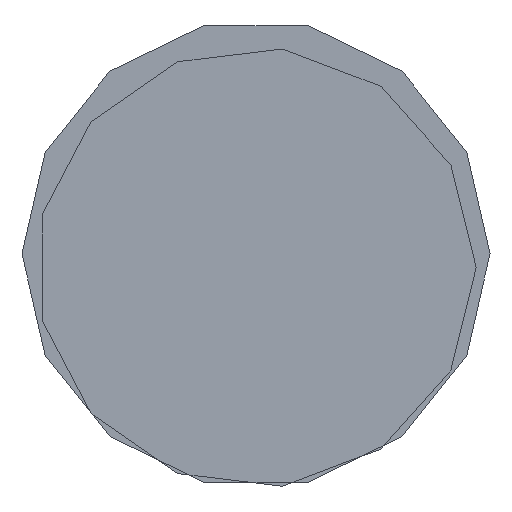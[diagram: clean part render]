
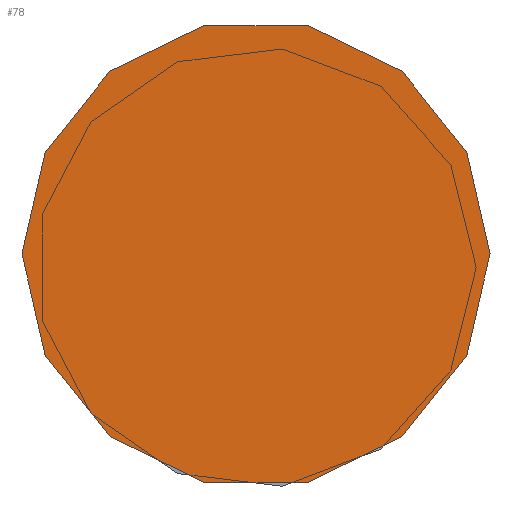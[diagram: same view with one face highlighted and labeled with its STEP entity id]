
A CAD part, front view. The second image highlights one B-rep face of the part: STEP entity #78.
In plain terms, the highlighted planar face has unit normal (0, -1, 0).
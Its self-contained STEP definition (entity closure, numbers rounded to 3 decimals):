
#78 = ADVANCED_FACE( '', ( #130 ), #131, .T. );
#130 = FACE_OUTER_BOUND( '', #164, .T. );
#131 = PLANE( '', #165 );
#164 = EDGE_LOOP( '', ( #192 ) );
#165 = AXIS2_PLACEMENT_3D( '', #193, #194, #195 );
#192 = ORIENTED_EDGE( '', *, *, #215, .T. );
#193 = CARTESIAN_POINT( '', ( 0., -500.1, 0. ) );
#194 = DIRECTION( '', ( 0., -1., 0. ) );
#195 = DIRECTION( '', ( 0., 0., -1. ) );
#215 = EDGE_CURVE( '', #228, #228, #229, .T. );
#228 = VERTEX_POINT( '', #242 );
#229 = CIRCLE( '', #243, 0.85 );
#242 = CARTESIAN_POINT( '', ( 0.85, -500.1, 0. ) );
#243 = AXIS2_PLACEMENT_3D( '', #255, #256, #257 );
#255 = CARTESIAN_POINT( '', ( 0., -500.1, 0. ) );
#256 = DIRECTION( '', ( 0., -1., 0. ) );
#257 = DIRECTION( '', ( 1., 0., 0. ) );
